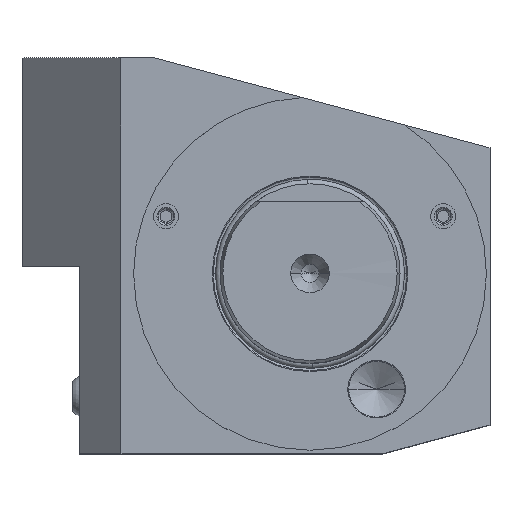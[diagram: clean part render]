
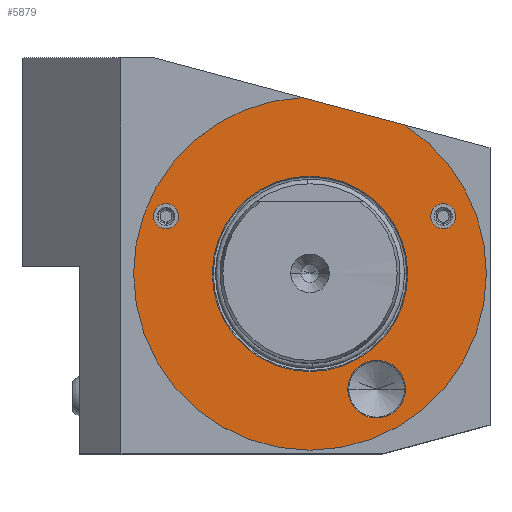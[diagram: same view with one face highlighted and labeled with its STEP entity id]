
A CAD part, top view. The second image highlights one B-rep face of the part: STEP entity #5879.
In plain terms, the highlighted planar face has unit normal (0, 0, 1).
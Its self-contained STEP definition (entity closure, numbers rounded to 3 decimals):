
#492=CARTESIAN_POINT('',(0,0,-78));
#493=DIRECTION('',(0,0,1));
#494=DIRECTION('',(1,0,0));
#495=AXIS2_PLACEMENT_3D('',#492,#493,#494);
#497=CARTESIAN_POINT('',(0,0,-78));
#498=DIRECTION('',(0,0,1));
#499=DIRECTION('',(-1,0,0));
#500=AXIS2_PLACEMENT_3D('',#497,#498,#499);
#502=CARTESIAN_POINT('',(0,0,-78));
#503=DIRECTION('',(0,0,1));
#504=DIRECTION('',(-0.043,0.999,0));
#505=AXIS2_PLACEMENT_3D('',#502,#503,#504);
#507=DIRECTION('',(-0.966,0.259,0));
#508=VECTOR('',#507,29.366);
#509=CARTESIAN_POINT('',(26.282,41.355,-78));
#510=LINE('',#509,#508);
#511=CARTESIAN_POINT('',(37,16,-78));
#512=DIRECTION('',(0,0,-1));
#513=DIRECTION('',(1,0,0));
#514=AXIS2_PLACEMENT_3D('',#511,#512,#513);
#516=CARTESIAN_POINT('',(37,16,-78));
#517=DIRECTION('',(0,0,-1));
#518=DIRECTION('',(-1,0,0));
#519=AXIS2_PLACEMENT_3D('',#516,#517,#518);
#521=CARTESIAN_POINT('',(-40,16,-78));
#522=DIRECTION('',(0,0,-1));
#523=DIRECTION('',(1,0,0));
#524=AXIS2_PLACEMENT_3D('',#521,#522,#523);
#526=CARTESIAN_POINT('',(-40,16,-78));
#527=DIRECTION('',(0,0,-1));
#528=DIRECTION('',(-1,0,0));
#529=AXIS2_PLACEMENT_3D('',#526,#527,#528);
#531=CARTESIAN_POINT('',(18.5,-32.043,-78));
#532=DIRECTION('',(0,0,-1));
#533=DIRECTION('',(-1,0,0));
#534=AXIS2_PLACEMENT_3D('',#531,#532,#533);
#536=CARTESIAN_POINT('',(18.5,-32.043,-78));
#537=DIRECTION('',(0,0,-1));
#538=DIRECTION('',(1,0,0));
#539=AXIS2_PLACEMENT_3D('',#536,#537,#538);
#541=CARTESIAN_POINT('',(0,0,-78));
#542=DIRECTION('',(0,0,-1));
#543=DIRECTION('',(1,0,0));
#544=AXIS2_PLACEMENT_3D('',#541,#542,#543);
#546=CARTESIAN_POINT('',(0,0,-78));
#547=DIRECTION('',(0,0,-1));
#548=DIRECTION('',(-1,0,0));
#549=AXIS2_PLACEMENT_3D('',#546,#547,#548);
#4353=CARTESIAN_POINT('',(40.475,16,-78));
#4354=CARTESIAN_POINT('',(33.525,16,-78));
#4355=VERTEX_POINT('',#4353);
#4356=VERTEX_POINT('',#4354);
#4380=CARTESIAN_POINT('',(-36.525,16,-78));
#4381=CARTESIAN_POINT('',(-43.475,16,-78));
#4382=VERTEX_POINT('',#4380);
#4383=VERTEX_POINT('',#4381);
#4635=CARTESIAN_POINT('',(27.15,0,-78));
#4636=CARTESIAN_POINT('',(-27.15,0,-78));
#4637=VERTEX_POINT('',#4635);
#4638=VERTEX_POINT('',#4636);
#4641=CARTESIAN_POINT('',(26.282,41.355,-78));
#4642=CARTESIAN_POINT('',(-2.083,48.956,-78));
#4643=VERTEX_POINT('',#4641);
#4644=VERTEX_POINT('',#4642);
#4649=CARTESIAN_POINT('',(49,0.,-78));
#4650=VERTEX_POINT('',#4649);
#4655=CARTESIAN_POINT('',(-49,0,-78));
#4656=VERTEX_POINT('',#4655);
#4657=CARTESIAN_POINT('',(10.5,-32.043,-78));
#4658=CARTESIAN_POINT('',(26.5,-32.043,-78));
#4659=VERTEX_POINT('',#4657);
#4660=VERTEX_POINT('',#4658);
#5842=CARTESIAN_POINT('',(0,27.15,-78));
#5843=DIRECTION('',(0,0,1));
#5844=DIRECTION('',(1,0,0));
#5845=AXIS2_PLACEMENT_3D('',#5842,#5843,#5844);
#5846=PLANE('',#5845);
#5847=ORIENTED_EDGE('',*,*,#5833,.F.);
#5849=ORIENTED_EDGE('',*,*,#5848,.F.);
#5851=ORIENTED_EDGE('',*,*,#5850,.F.);
#5852=ORIENTED_EDGE('',*,*,#5812,.F.);
#5853=EDGE_LOOP('',(#5847,#5849,#5851,#5852));
#5854=FACE_OUTER_BOUND('',#5853,.F.);
#5856=ORIENTED_EDGE('',*,*,#5855,.F.);
#5858=ORIENTED_EDGE('',*,*,#5857,.F.);
#5859=EDGE_LOOP('',(#5856,#5858));
#5860=FACE_BOUND('',#5859,.F.);
#5862=ORIENTED_EDGE('',*,*,#5861,.F.);
#5864=ORIENTED_EDGE('',*,*,#5863,.F.);
#5865=EDGE_LOOP('',(#5862,#5864));
#5866=FACE_BOUND('',#5865,.F.);
#5868=ORIENTED_EDGE('',*,*,#5867,.F.);
#5870=ORIENTED_EDGE('',*,*,#5869,.F.);
#5871=EDGE_LOOP('',(#5868,#5870));
#5872=FACE_BOUND('',#5871,.F.);
#5874=ORIENTED_EDGE('',*,*,#5873,.F.);
#5876=ORIENTED_EDGE('',*,*,#5875,.F.);
#5877=EDGE_LOOP('',(#5874,#5876));
#5878=FACE_BOUND('',#5877,.F.);
#5879=ADVANCED_FACE('',(#5854,#5860,#5866,#5872,#5878),#5846,.T.);
#496=CIRCLE('',#495,49);
#501=CIRCLE('',#500,49);
#506=CIRCLE('',#505,49);
#515=CIRCLE('',#514,3.475);
#520=CIRCLE('',#519,3.475);
#525=CIRCLE('',#524,3.475);
#530=CIRCLE('',#529,3.475);
#535=CIRCLE('',#534,8);
#540=CIRCLE('',#539,8);
#545=CIRCLE('',#544,27.15);
#550=CIRCLE('',#549,27.15);
#5812=EDGE_CURVE('',#4643,#4644,#510,.T.);
#5833=EDGE_CURVE('',#4650,#4643,#496,.T.);
#5848=EDGE_CURVE('',#4656,#4650,#501,.T.);
#5850=EDGE_CURVE('',#4644,#4656,#506,.T.);
#5855=EDGE_CURVE('',#4355,#4356,#515,.T.);
#5857=EDGE_CURVE('',#4356,#4355,#520,.T.);
#5861=EDGE_CURVE('',#4382,#4383,#525,.T.);
#5863=EDGE_CURVE('',#4383,#4382,#530,.T.);
#5867=EDGE_CURVE('',#4659,#4660,#535,.T.);
#5869=EDGE_CURVE('',#4660,#4659,#540,.T.);
#5873=EDGE_CURVE('',#4637,#4638,#545,.T.);
#5875=EDGE_CURVE('',#4638,#4637,#550,.T.);
